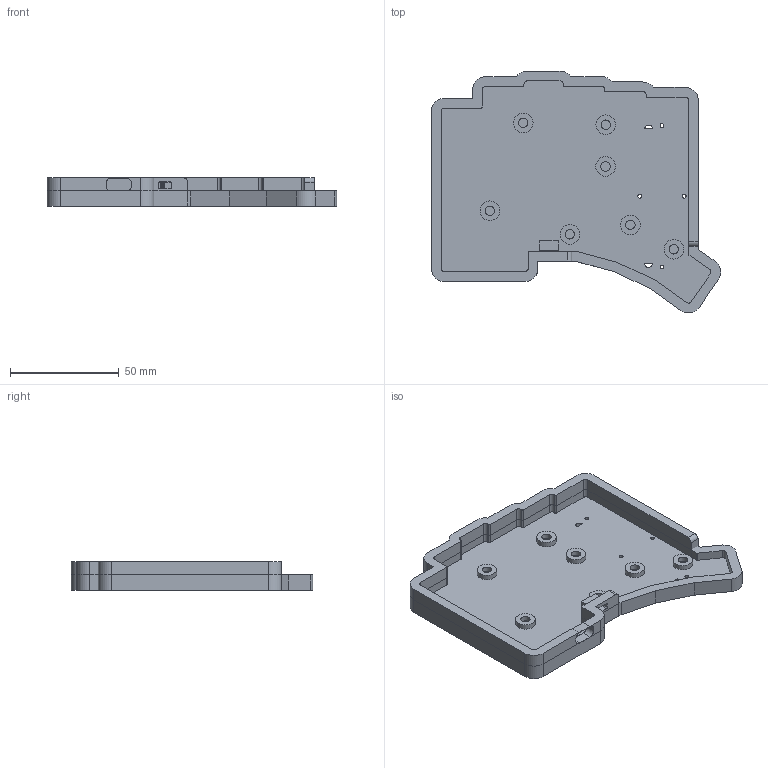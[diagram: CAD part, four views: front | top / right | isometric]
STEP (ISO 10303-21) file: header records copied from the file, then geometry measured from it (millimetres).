
FILE_DESCRIPTION(/* description */ ('KiCad electronic assembly'),/* implementation_level */ '2;1');
FILE_NAME(/* name */ 'pinkeybd_L_bottom_case.step',/* time_stamp */ '2025-09-22T14:12:52+09:00',/* author */ (''),/* organization */ (''),/* preprocessor_version */ 'ST-DEVELOPER v20.1',/* originating_system */ 'Autodesk Translation Framework v14.17.0.0',/* authorisation */ '');
FILE_SCHEMA (('AUTOMOTIVE_DESIGN { 1 0 10303 214 3 1 1 }'));
Length unit declared in the file: millimetre
Products named in the file (2): pinkeybd_L 1; 2025-08-11-00-27-55-542
Assembly tree (1 placements, depth 2):
  pinkeybd_L 1
    2025-08-11-00-27-55-542
Bounding box: 133 x 111.08 x 13 mm (x, y, z)
Volume: 62805.4 mm3; surface area: 43478 mm2
Topology: 7 solids, 7 shells, 272 faces, 724 edges, 482 vertices
Faces by surface type: plane 158, cylinder 114
Full cylindrical faces by diameter (mm): 0.5 x3, 1.775 x4, 4.3 x7, 9 x7
Entity records: 8585 total; most frequent: DIRECTION 1502, CARTESIAN_POINT 1481, ORIENTED_EDGE 1448, EDGE_CURVE 724, AXIS2_PLACEMENT_3D 503, LINE 496, VECTOR 496, VERTEX_POINT 482
